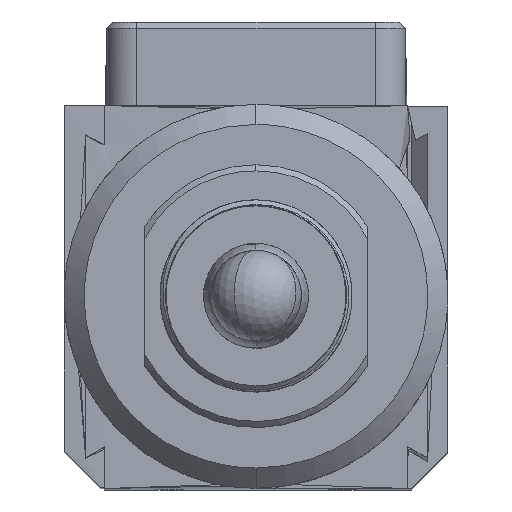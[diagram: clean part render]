
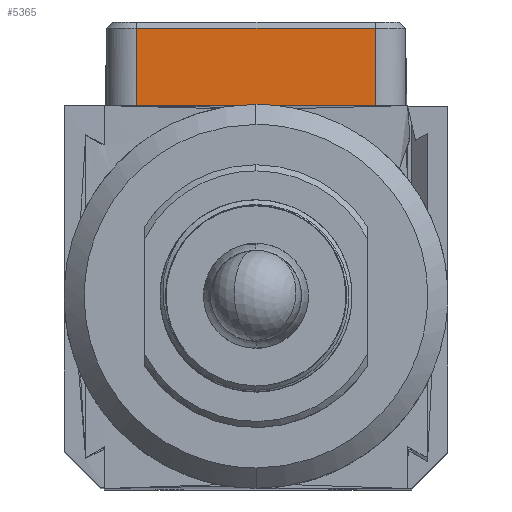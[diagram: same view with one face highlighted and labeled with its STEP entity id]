
A CAD part, top view. The second image highlights one B-rep face of the part: STEP entity #5365.
In plain terms, the highlighted planar face has unit normal (0, 0, -1).
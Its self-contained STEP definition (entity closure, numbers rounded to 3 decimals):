
#1607 = FACE_OUTER_BOUND ( 'NONE', #7507, .T. ) ;
#1654 = EDGE_CURVE ( 'NONE', #5651, #7060, #14523, .T. ) ;
#1701 = PLANE ( 'NONE',  #14887 ) ;
#2056 = VERTEX_POINT ( 'NONE', #13891 ) ;
#2318 = CARTESIAN_POINT ( 'NONE',  ( -5.9, 10.733, 35.5 ) ) ;
#2916 = CARTESIAN_POINT ( 'NONE',  ( -5.9, 9.45, 35.5 ) ) ;
#3740 = CARTESIAN_POINT ( 'NONE',  ( -5.9, 12.017, 35.5 ) ) ;
#4737 = VERTEX_POINT ( 'NONE', #2916 ) ;
#5021 = EDGE_CURVE ( 'NONE', #7060, #4737, #16106, .T. ) ;
#5365 = ADVANCED_FACE ( 'NONE', ( #1607 ), #1701, .T. ) ;
#5651 = VERTEX_POINT ( 'NONE', #10454 ) ;
#5895 = CARTESIAN_POINT ( 'NONE',  ( -5.9, 9.45, 35.5 ) ) ;
#5980 = CARTESIAN_POINT ( 'NONE',  ( 5.9, 9.45, 35.5 ) ) ;
#6957 = CARTESIAN_POINT ( 'NONE',  ( 5.9, 12.017, 35.5 ) ) ;
#7060 = VERTEX_POINT ( 'NONE', #17523 ) ;
#7105 = CARTESIAN_POINT ( 'NONE',  ( -7.4, 13.6, 35.5 ) ) ;
#7193 = ORIENTED_EDGE ( 'NONE', *, *, #8720, .T. ) ;
#7507 = EDGE_LOOP ( 'NONE', ( #7193, #11356, #17129, #13938 ) ) ;
#8111 = B_SPLINE_CURVE_WITH_KNOTS ( 'NONE', 3,
 ( #11194, #9932, #16634, #8607 ),
 .UNSPECIFIED., .F., .F.,
 ( 4, 4 ),
 ( 0., 1. ),
 .UNSPECIFIED. ) ;
#8210 = CARTESIAN_POINT ( 'NONE',  ( 5.9, 13.3, 35.5 ) ) ;
#8358 = DIRECTION ( 'NONE',  ( 0., 0., -1. ) ) ;
#8470 = CARTESIAN_POINT ( 'NONE',  ( -1.967, 9.45, 35.5 ) ) ;
#8607 = CARTESIAN_POINT ( 'NONE',  ( 5.9, 13.3, 35.5 ) ) ;
#8720 = EDGE_CURVE ( 'NONE', #2056, #5651, #8111, .T. ) ;
#9932 = CARTESIAN_POINT ( 'NONE',  ( -1.967, 13.3, 35.5 ) ) ;
#10454 = CARTESIAN_POINT ( 'NONE',  ( 5.9, 13.3, 35.5 ) ) ;
#10968 = CARTESIAN_POINT ( 'NONE',  ( 5.9, 10.733, 35.5 ) ) ;
#11194 = CARTESIAN_POINT ( 'NONE',  ( -5.9, 13.3, 35.5 ) ) ;
#11356 = ORIENTED_EDGE ( 'NONE', *, *, #1654, .T. ) ;
#12714 = B_SPLINE_CURVE_WITH_KNOTS ( 'NONE', 3,
 ( #14501, #2318, #3740, #13170 ),
 .UNSPECIFIED., .F., .F.,
 ( 4, 4 ),
 ( 0., 1. ),
 .UNSPECIFIED. ) ;
#13170 = CARTESIAN_POINT ( 'NONE',  ( -5.9, 13.3, 35.5 ) ) ;
#13836 = EDGE_CURVE ( 'NONE', #4737, #2056, #12714, .T. ) ;
#13891 = CARTESIAN_POINT ( 'NONE',  ( -5.9, 13.3, 35.5 ) ) ;
#13938 = ORIENTED_EDGE ( 'NONE', *, *, #13836, .T. ) ;
#14078 = CARTESIAN_POINT ( 'NONE',  ( 1.967, 9.45, 35.5 ) ) ;
#14501 = CARTESIAN_POINT ( 'NONE',  ( -5.9, 9.45, 35.5 ) ) ;
#14523 = B_SPLINE_CURVE_WITH_KNOTS ( 'NONE', 3,
 ( #8210, #6957, #10968, #16503 ),
 .UNSPECIFIED., .F., .F.,
 ( 4, 4 ),
 ( 0., 1. ),
 .UNSPECIFIED. ) ;
#14887 = AXIS2_PLACEMENT_3D ( 'NONE', #7105, #8358, #16737 ) ;
#16106 = B_SPLINE_CURVE_WITH_KNOTS ( 'NONE', 3,
 ( #5980, #14078, #8470, #5895 ),
 .UNSPECIFIED., .F., .F.,
 ( 4, 4 ),
 ( 0., 1. ),
 .UNSPECIFIED. ) ;
#16503 = CARTESIAN_POINT ( 'NONE',  ( 5.9, 9.45, 35.5 ) ) ;
#16634 = CARTESIAN_POINT ( 'NONE',  ( 1.967, 13.3, 35.5 ) ) ;
#16737 = DIRECTION ( 'NONE',  ( 0., -1., 0. ) ) ;
#17129 = ORIENTED_EDGE ( 'NONE', *, *, #5021, .T. ) ;
#17523 = CARTESIAN_POINT ( 'NONE',  ( 5.9, 9.45, 35.5 ) ) ;
